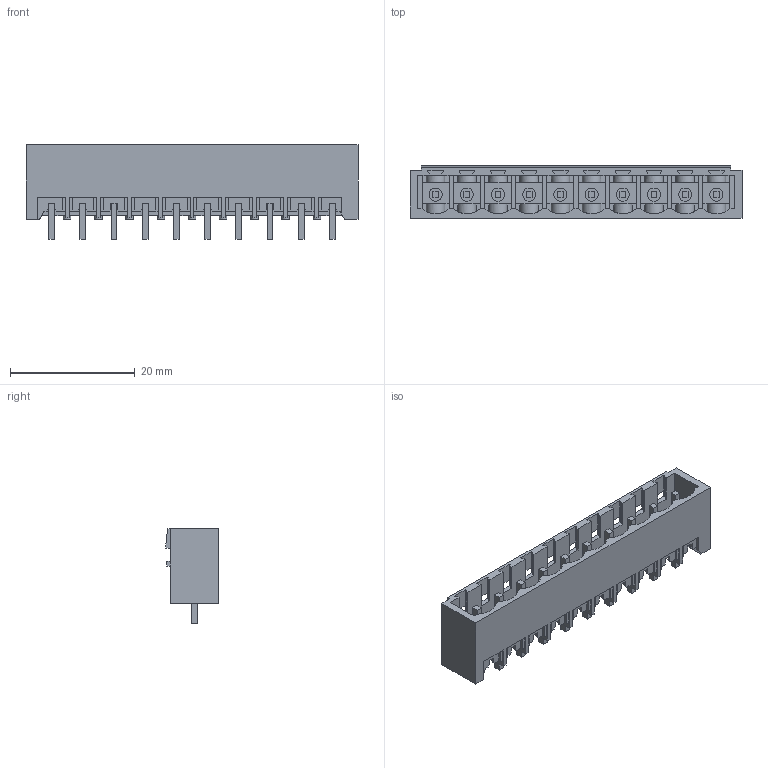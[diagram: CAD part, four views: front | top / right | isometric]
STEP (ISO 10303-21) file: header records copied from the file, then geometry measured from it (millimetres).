
FILE_DESCRIPTION(('CATIA V5 STEP Exchange','CAx-IF Rec.Pracs.--- Model Styling and Organization---1.2---2011-12-15'),'2;1');
FILE_NAME ('D1457141_0_1841240000_1841240000.stp','2018-04-11T11:04:23+00:00',('none'),('Weidmueller'),'CATIA Version 5-6 Release 2014','CATIA V5 STEP AP214','none');
FILE_SCHEMA(('AUTOMOTIVE_DESIGN { 1 0 10303 214 1 1 1 1 }'));
Length unit declared in the file: millimetre
Products named in the file (1): 1841240000
Bounding box: 53.2 x 8.43 x 15.2 mm (x, y, z)
Volume: 1959.9 mm3; surface area: 4654.9 mm2
Topology: 11 solids, 11 shells, 693 faces, 2103 edges, 1414 vertices
Faces by surface type: plane 589, cylinder 88, extrusion 16
Entity records: 22197 total; most frequent: CARTESIAN_POINT 4610, ORIENTED_EDGE 4206, DIRECTION 2770, EDGE_CURVE 2103, VECTOR 1766, LINE 1750, VERTEX_POINT 1414, EDGE_LOOP 715
